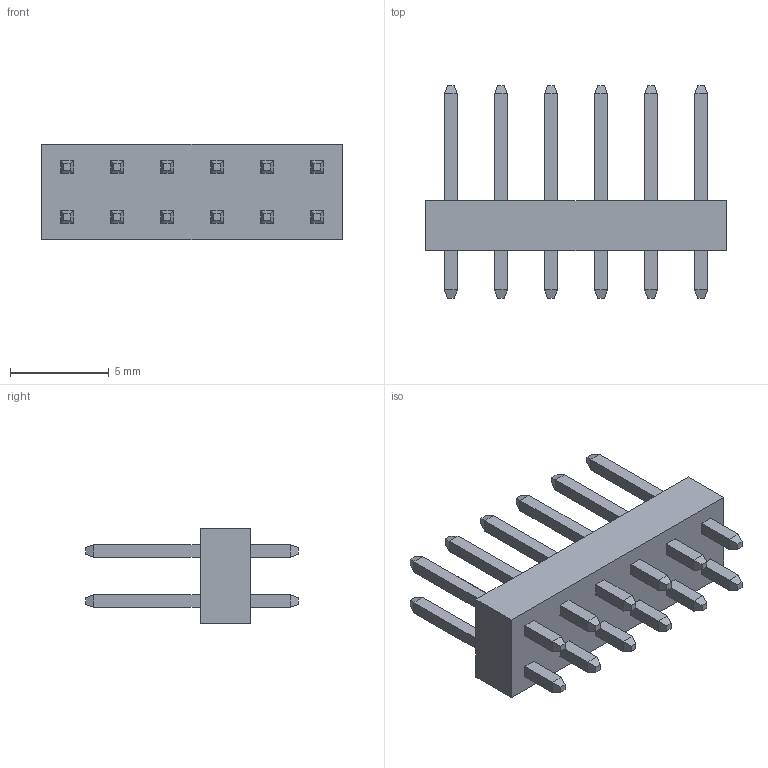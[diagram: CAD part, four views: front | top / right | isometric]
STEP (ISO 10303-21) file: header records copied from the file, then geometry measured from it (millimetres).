
FILE_DESCRIPTION (( 'STEP AP214' ), '1' );
FILE_NAME ('67996112.STEP', '2021-12-29T14:26:42', ( '' ), ( '' ), 'SwSTEP 2.0', 'SolidWorks 2020', '' );
FILE_SCHEMA (( 'AUTOMOTIVE_DESIGN' ));
Length unit declared in the file: millimetre
Products named in the file (1): 67996112
Bounding box: 15.24 x 10.8 x 4.83 mm (x, y, z)
Volume: 226.6 mm3; surface area: 647.4 mm2
Topology: 13 solids, 13 shells, 222 faces, 492 edges, 296 vertices
Faces by surface type: plane 222
Entity records: 7598 total; most frequent: CARTESIAN_POINT 1011, ORIENTED_EDGE 984, DIRECTION 938, LINE 492, VECTOR 492, EDGE_CURVE 492, VERTEX_POINT 296, EDGE_LOOP 246
